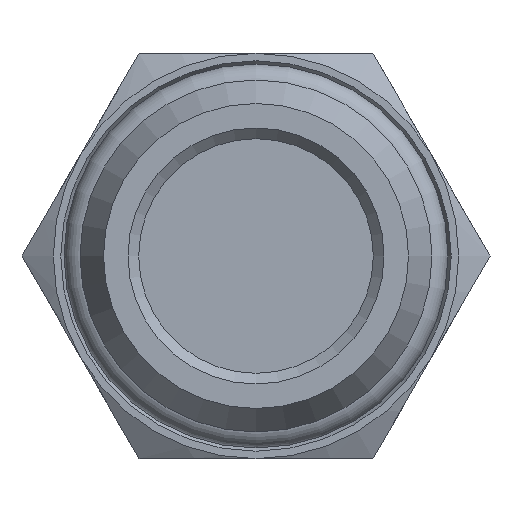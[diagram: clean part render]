
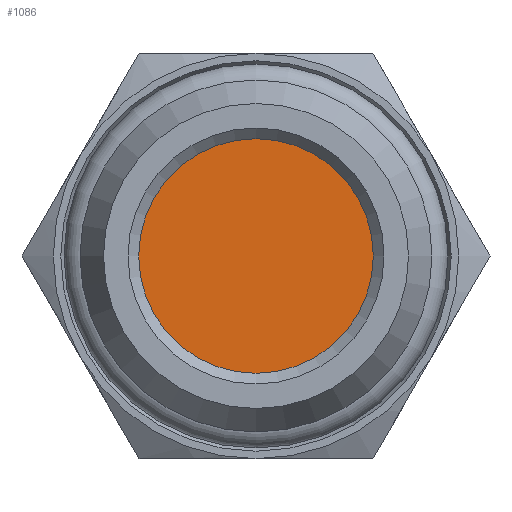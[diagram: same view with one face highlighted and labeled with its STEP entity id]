
A CAD part, front view. The second image highlights one B-rep face of the part: STEP entity #1086.
In plain terms, the highlighted planar face has unit normal (0, -1, 0).
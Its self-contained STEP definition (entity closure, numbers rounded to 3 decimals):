
#97=PLANE('',#1225);
#211=CIRCLE('',#1164,5.5);
#321=FACE_OUTER_BOUND('',#438,.T.);
#438=EDGE_LOOP('',(#1001));
#555=VERTEX_POINT('',#21360);
#674=EDGE_CURVE('',#555,#555,#211,.T.);
#1001=ORIENTED_EDGE('',*,*,#674,.F.);
#1086=ADVANCED_FACE('',(#321),#97,.T.);
#1164=AXIS2_PLACEMENT_3D('',#21361,#1386,#1387);
#1225=AXIS2_PLACEMENT_3D('',#21538,#1514,#1515);
#1386=DIRECTION('center_axis',(0.,1.,0.));
#1387=DIRECTION('ref_axis',(0.,0.,-1.));
#1514=DIRECTION('center_axis',(0.,-1.,0.));
#1515=DIRECTION('ref_axis',(0.,0.,-1.));
#21360=CARTESIAN_POINT('',(0.,1.604,-5.5));
#21361=CARTESIAN_POINT('Origin',(0.,1.604,0.));
#21538=CARTESIAN_POINT('Origin',(0.,1.604,0.));
